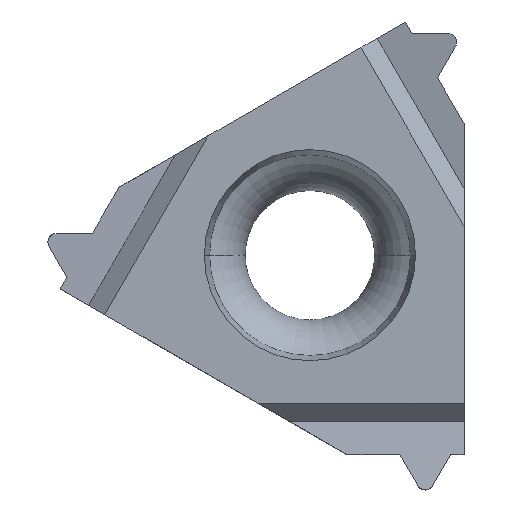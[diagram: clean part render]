
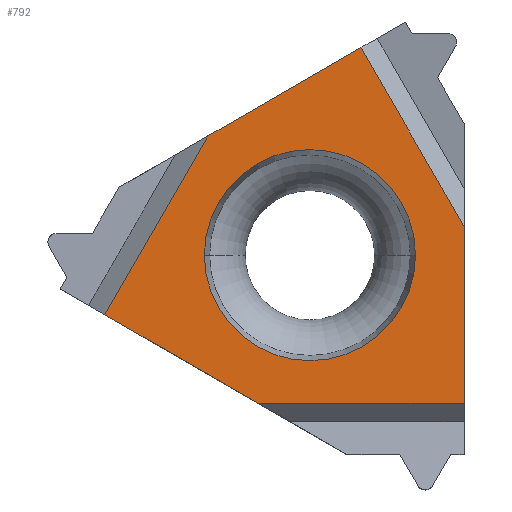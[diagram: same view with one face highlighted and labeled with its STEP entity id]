
A CAD part, top view. The second image highlights one B-rep face of the part: STEP entity #792.
In plain terms, the highlighted planar face has unit normal (0, 0, 1).
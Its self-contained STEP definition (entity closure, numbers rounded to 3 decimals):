
#18=DIRECTION('',(0.5,-0.866,0.));
#19=VECTOR('',#18,6.374);
#20=CARTESIAN_POINT('',(1.575,6.409,0.));
#21=LINE('',#20,#19);
#26=DIRECTION('',(0.,-1.,0.));
#27=VECTOR('',#26,5.457);
#28=CARTESIAN_POINT('',(4.763,0.888,0.));
#29=LINE('',#28,#27);
#33=DIRECTION('',(-0.866,0.5,0.));
#34=VECTOR('',#33,5.457);
#35=CARTESIAN_POINT('',(-1.612,-4.569,
0.));
#36=LINE('',#35,#34);
#40=DIRECTION('',(0.5,0.866,0.));
#41=VECTOR('',#40,6.374);
#42=CARTESIAN_POINT('',(-6.338,-1.84,
0.));
#43=LINE('',#42,#41);
#47=DIRECTION('',(0.866,0.5,0.));
#48=VECTOR('',#47,5.457);
#49=CARTESIAN_POINT('',(-3.151,3.68,
0.));
#50=LINE('',#49,#48);
#54=CARTESIAN_POINT('',(0.,0.,0.));
#55=DIRECTION('',(0.,0.,1.));
#56=DIRECTION('',(1.,0.,0.));
#57=AXIS2_PLACEMENT_3D('',#54,#55,#56);
#62=CARTESIAN_POINT('',(0.,0.,0.));
#63=DIRECTION('',(0.,0.,1.));
#64=DIRECTION('',(-1.,0.,0.));
#65=AXIS2_PLACEMENT_3D('',#62,#63,#64);
#154=DIRECTION('',(1.,0.,0.));
#155=VECTOR('',#154,6.374);
#156=CARTESIAN_POINT('',(-1.612,-4.569,
0.));
#157=LINE('',#156,#155);
#658=CARTESIAN_POINT('',(1.575,6.409,
0.));
#659=CARTESIAN_POINT('',(4.763,0.888,0.));
#660=VERTEX_POINT('',#658);
#661=VERTEX_POINT('',#659);
#662=CARTESIAN_POINT('',(4.763,-4.569,0.));
#663=VERTEX_POINT('',#662);
#664=CARTESIAN_POINT('',(-1.612,-4.569,
0.));
#665=VERTEX_POINT('',#664);
#666=CARTESIAN_POINT('',(-6.338,-1.84,
0.));
#667=VERTEX_POINT('',#666);
#668=CARTESIAN_POINT('',(-3.151,3.68,
0.));
#669=VERTEX_POINT('',#668);
#670=CARTESIAN_POINT('',(3.261,0.,0.));
#671=CARTESIAN_POINT('',(-3.261,0.,0.));
#672=VERTEX_POINT('',#670);
#673=VERTEX_POINT('',#671);
#767=CARTESIAN_POINT('',(0.,0.,0.));
#768=DIRECTION('',(0.,0.,1.));
#769=DIRECTION('',(-1.,0.,0.));
#770=AXIS2_PLACEMENT_3D('',#767,#768,#769);
#771=PLANE('',#770);
#773=ORIENTED_EDGE('',*,*,#772,.T.);
#775=ORIENTED_EDGE('',*,*,#774,.T.);
#777=ORIENTED_EDGE('',*,*,#776,.F.);
#779=ORIENTED_EDGE('',*,*,#778,.T.);
#781=ORIENTED_EDGE('',*,*,#780,.T.);
#783=ORIENTED_EDGE('',*,*,#782,.T.);
#784=EDGE_LOOP('',(#773,#775,#777,#779,#781,#783));
#785=FACE_OUTER_BOUND('',#784,.F.);
#787=ORIENTED_EDGE('',*,*,#786,.T.);
#789=ORIENTED_EDGE('',*,*,#788,.T.);
#790=EDGE_LOOP('',(#787,#789));
#791=FACE_BOUND('',#790,.F.);
#58=CIRCLE('',#57,3.261);
#66=CIRCLE('',#65,3.261);
#772=EDGE_CURVE('',#660,#661,#21,.T.);
#774=EDGE_CURVE('',#661,#663,#29,.T.);
#776=EDGE_CURVE('',#665,#663,#157,.T.);
#778=EDGE_CURVE('',#665,#667,#36,.T.);
#780=EDGE_CURVE('',#667,#669,#43,.T.);
#782=EDGE_CURVE('',#669,#660,#50,.T.);
#786=EDGE_CURVE('',#672,#673,#58,.T.);
#788=EDGE_CURVE('',#673,#672,#66,.T.);
#792=ADVANCED_FACE('',(#785,#791),#771,.T.);
